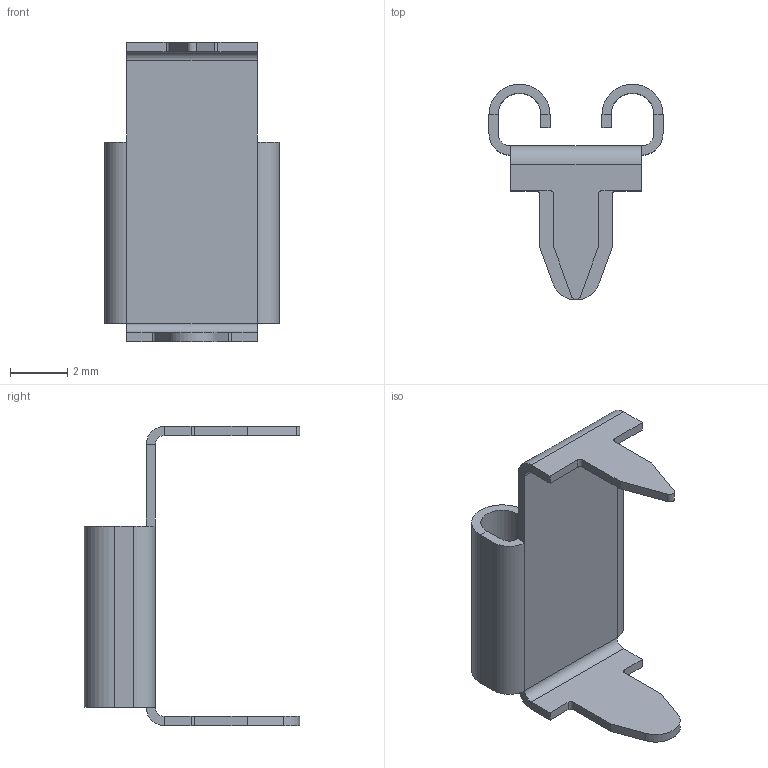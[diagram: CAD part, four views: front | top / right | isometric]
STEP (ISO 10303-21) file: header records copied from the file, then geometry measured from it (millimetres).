
FILE_SCHEMA (('AUTOMOTIVE_DESIGN { 1 0 10303 214 3 1 1 }'));
Length unit declared in the file: millimetre
Products named in the file (1): Part391
Bounding box: 6.1 x 7.55 x 10.48 mm (x, y, z)
Volume: 42.5 mm3; surface area: 287.1 mm2
Topology: 1 solids, 1 shells, 70 faces, 160 edges, 92 vertices
Faces by surface type: plane 52, cylinder 18
Entity records: 1951 total; most frequent: DIRECTION 338, CARTESIAN_POINT 323, ORIENTED_EDGE 320, EDGE_CURVE 160, LINE 124, VECTOR 124, AXIS2_PLACEMENT_3D 107, VERTEX_POINT 92
